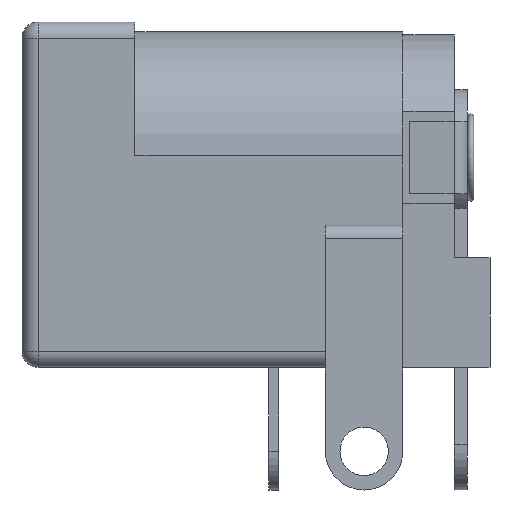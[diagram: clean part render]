
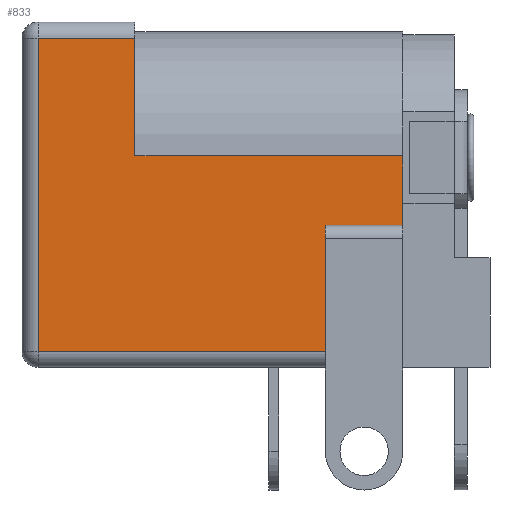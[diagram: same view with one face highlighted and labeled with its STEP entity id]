
A CAD part, front view. The second image highlights one B-rep face of the part: STEP entity #833.
In plain terms, the highlighted planar face has unit normal (0, -1, 0).
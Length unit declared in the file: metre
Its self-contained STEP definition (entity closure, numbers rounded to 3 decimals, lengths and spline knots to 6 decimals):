
#833 = ADVANCED_FACE( '', ( #2286 ), #2287, .T. );
#1107 = EDGE_CURVE( '', #2728, #2729, #2730, .T. );
#1119 = EDGE_CURVE( '', #2065, #2748, #2749, .T. );
#1211 = EDGE_CURVE( '', #2881, #2315, #2882, .T. );
#1243 = EDGE_CURVE( '', #2927, #2928, #2929, .T. );
#1273 = EDGE_CURVE( '', #2748, #2970, #2971, .T. );
#1419 = EDGE_CURVE( '', #2729, #3170, #3171, .T. );
#1463 = EDGE_CURVE( '', #2881, #2728, #3230, .T. );
#1851 = EDGE_CURVE( '', #3170, #2970, #3715, .T. );
#1929 = EDGE_CURVE( '', #2928, #2315, #3809, .T. );
#1951 = EDGE_CURVE( '', #2065, #2927, #3837, .T. );
#2065 = VERTEX_POINT( '', #3964 );
#2286 = FACE_OUTER_BOUND( '', #4261, .T. );
#2287 = PLANE( '', #4262 );
#2315 = VERTEX_POINT( '', #4300 );
#2728 = VERTEX_POINT( '', #4868 );
#2729 = VERTEX_POINT( '', #4869 );
#2730 = LINE( '', #4870, #4871 );
#2748 = VERTEX_POINT( '', #4896 );
#2749 = LINE( '', #4897, #4898 );
#2881 = VERTEX_POINT( '', #5091 );
#2882 = LINE( '', #5092, #5093 );
#2927 = VERTEX_POINT( '', #5156 );
#2928 = VERTEX_POINT( '', #5157 );
#2929 = LINE( '', #5158, #5159 );
#2970 = VERTEX_POINT( '', #5221 );
#2971 = LINE( '', #5222, #5223 );
#3170 = VERTEX_POINT( '', #5519 );
#3171 = LINE( '', #5520, #5521 );
#3230 = LINE( '', #5606, #5607 );
#3715 = LINE( '', #6332, #6333 );
#3809 = LINE( '', #6474, #6475 );
#3837 = LINE( '', #6516, #6517 );
#3964 = CARTESIAN_POINT( '', ( -0.006737, -0.004497, 0.010245 ) );
#4261 = EDGE_LOOP( '', ( #6852, #6853, #6854, #6855, #6856, #6857, #6858, #6859, #6860, #6861 ) );
#4262 = AXIS2_PLACEMENT_3D( '', #6862, #6863, #6864 );
#4300 = CARTESIAN_POINT( '', ( 0.004563, -0.004497, 0.004045 ) );
#4868 = CARTESIAN_POINT( '', ( 0.002163, -0.004497, 0.004445 ) );
#4869 = CARTESIAN_POINT( '', ( 0.004563, -0.004497, 0.004445 ) );
#4870 = CARTESIAN_POINT( '', ( 0.002163, -0.004497, 0.004445 ) );
#4871 = VECTOR( '', #7403, 1. );
#4896 = CARTESIAN_POINT( '', ( -0.003737, -0.004497, 0.010245 ) );
#4897 = CARTESIAN_POINT( '', ( -0.007237, -0.004497, 0.010245 ) );
#4898 = VECTOR( '', #7425, 1. );
#5091 = CARTESIAN_POINT( '', ( 0.002163, -0.004497, 0.004045 ) );
#5092 = CARTESIAN_POINT( '', ( 0.002163, -0.004497, 0.004045 ) );
#5093 = VECTOR( '', #7585, 1. );
#5156 = CARTESIAN_POINT( '', ( -0.006737, -0.004497, 0.000545 ) );
#5157 = CARTESIAN_POINT( '', ( 0.004563, -0.004497, 0.000545 ) );
#5158 = CARTESIAN_POINT( '', ( -0.007237, -0.004497, 0.000545 ) );
#5159 = VECTOR( '', #7657, 1. );
#5221 = CARTESIAN_POINT( '', ( -0.003737, -0.004497, 0.006595 ) );
#5222 = CARTESIAN_POINT( '', ( -0.003737, -0.004497, 0.010745 ) );
#5223 = VECTOR( '', #7703, 1. );
#5519 = CARTESIAN_POINT( '', ( 0.004563, -0.004497, 0.006595 ) );
#5520 = CARTESIAN_POINT( '', ( 0.004563, -0.004497, 0.000045 ) );
#5521 = VECTOR( '', #7928, 1. );
#5606 = CARTESIAN_POINT( '', ( 0.002163, -0.004497, 0.004045 ) );
#5607 = VECTOR( '', #8008, 1. );
#6332 = CARTESIAN_POINT( '', ( 0.004563, -0.004497, 0.006595 ) );
#6333 = VECTOR( '', #8770, 1. );
#6474 = CARTESIAN_POINT( '', ( 0.004563, -0.004497, 0.000045 ) );
#6475 = VECTOR( '', #8903, 1. );
#6516 = CARTESIAN_POINT( '', ( -0.006737, -0.004497, 0.000045 ) );
#6517 = VECTOR( '', #8941, 1. );
#6852 = ORIENTED_EDGE( '', *, *, #1951, .T. );
#6853 = ORIENTED_EDGE( '', *, *, #1243, .T. );
#6854 = ORIENTED_EDGE( '', *, *, #1929, .T. );
#6855 = ORIENTED_EDGE( '', *, *, #1211, .F. );
#6856 = ORIENTED_EDGE( '', *, *, #1463, .T. );
#6857 = ORIENTED_EDGE( '', *, *, #1107, .T. );
#6858 = ORIENTED_EDGE( '', *, *, #1419, .T. );
#6859 = ORIENTED_EDGE( '', *, *, #1851, .T. );
#6860 = ORIENTED_EDGE( '', *, *, #1273, .F. );
#6861 = ORIENTED_EDGE( '', *, *, #1119, .F. );
#6862 = CARTESIAN_POINT( '', ( -0.007237, -0.004497, 0.010745 ) );
#6863 = DIRECTION( '', ( 0., -1., 0. ) );
#6864 = DIRECTION( '', ( -1., 0., 0. ) );
#7403 = DIRECTION( '', ( 1., 0., 0. ) );
#7425 = DIRECTION( '', ( 1., 0., 0. ) );
#7585 = DIRECTION( '', ( 1., 0., 0. ) );
#7657 = DIRECTION( '', ( 1., 0., 0. ) );
#7703 = DIRECTION( '', ( 0., 0., -1. ) );
#7928 = DIRECTION( '', ( 0., 0., 1. ) );
#8008 = DIRECTION( '', ( 0., 0., 1. ) );
#8770 = DIRECTION( '', ( -1., 0., 0. ) );
#8903 = DIRECTION( '', ( 0., 0., 1. ) );
#8941 = DIRECTION( '', ( 0., 0., -1. ) );
